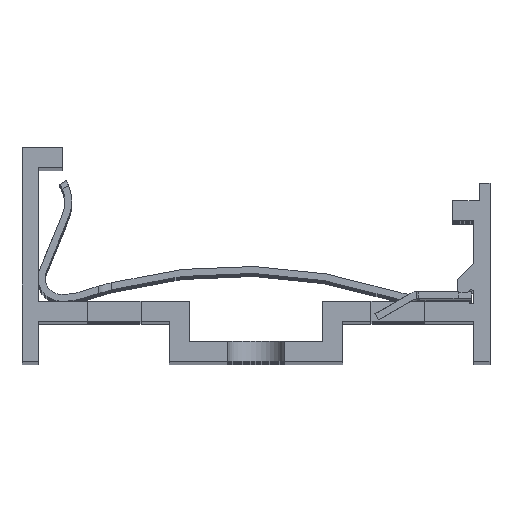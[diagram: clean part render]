
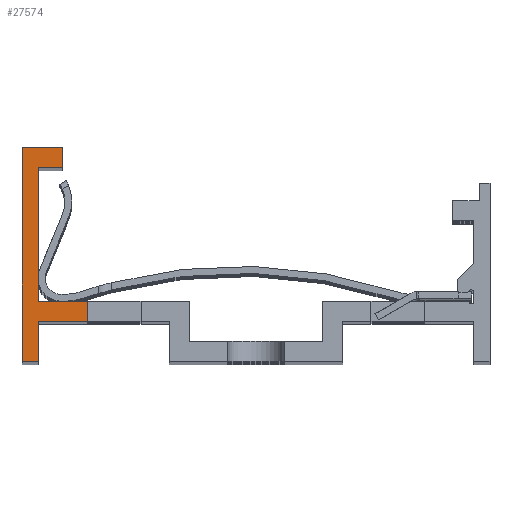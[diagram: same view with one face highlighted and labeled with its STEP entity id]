
A CAD part, top view. The second image highlights one B-rep face of the part: STEP entity #27574.
In plain terms, the highlighted planar face has unit normal (0, 0, 1).
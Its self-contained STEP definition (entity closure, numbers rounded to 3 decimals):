
#1=DIRECTION('',(0.,1.,0.));
#2=VECTOR('',#1,1.5);
#3=CARTESIAN_POINT('',(-12.6,-0.5,2016.));
#4=LINE('',#3,#2);
#5=DIRECTION('',(1.,0.,0.));
#6=VECTOR('',#5,3.7);
#7=CARTESIAN_POINT('',(-16.3,-0.5,2016.));
#8=LINE('',#7,#6);
#9=DIRECTION('',(0.,1.,0.));
#10=VECTOR('',#9,3.);
#11=CARTESIAN_POINT('',(-16.3,-3.5,2016.));
#12=LINE('',#11,#10);
#13=DIRECTION('',(1.,0.,0.));
#14=VECTOR('',#13,1.2);
#15=CARTESIAN_POINT('',(-17.5,-3.5,2016.));
#16=LINE('',#15,#14);
#17=DIRECTION('',(0.,-1.,0.));
#18=VECTOR('',#17,16.);
#19=CARTESIAN_POINT('',(-17.5,12.5,2016.));
#20=LINE('',#19,#18);
#21=DIRECTION('',(-1.,0.,0.));
#22=VECTOR('',#21,3.);
#23=CARTESIAN_POINT('',(-14.5,12.5,2016.));
#24=LINE('',#23,#22);
#25=DIRECTION('',(0.,1.,0.));
#26=VECTOR('',#25,1.5);
#27=CARTESIAN_POINT('',(-14.5,11.,2016.));
#28=LINE('',#27,#26);
#29=DIRECTION('',(1.,0.,0.));
#30=VECTOR('',#29,1.8);
#31=CARTESIAN_POINT('',(-16.3,11.,2016.));
#32=LINE('',#31,#30);
#33=DIRECTION('',(0.,1.,0.));
#34=VECTOR('',#33,10.);
#35=CARTESIAN_POINT('',(-16.3,1.,2016.));
#36=LINE('',#35,#34);
#37=DIRECTION('',(-1.,0.,0.));
#38=VECTOR('',#37,3.7);
#39=CARTESIAN_POINT('',(-12.6,1.,2016.));
#40=LINE('',#39,#38);
#23047=CARTESIAN_POINT('',(-16.3,1.,2016.));
#23048=CARTESIAN_POINT('',(-16.3,11.,2016.));
#23049=VERTEX_POINT('',#23047);
#23050=VERTEX_POINT('',#23048);
#23051=CARTESIAN_POINT('',(-14.5,11.,2016.));
#23052=VERTEX_POINT('',#23051);
#23053=CARTESIAN_POINT('',(-14.5,12.5,2016.));
#23054=VERTEX_POINT('',#23053);
#23055=CARTESIAN_POINT('',(-17.5,12.5,2016.));
#23056=VERTEX_POINT('',#23055);
#23057=CARTESIAN_POINT('',(-17.5,-3.5,2016.));
#23058=VERTEX_POINT('',#23057);
#23059=CARTESIAN_POINT('',(-16.3,-3.5,2016.));
#23060=VERTEX_POINT('',#23059);
#23061=CARTESIAN_POINT('',(-16.3,-0.5,2016.));
#23062=VERTEX_POINT('',#23061);
#23121=CARTESIAN_POINT('',(-12.6,-0.5,2016.));
#23122=CARTESIAN_POINT('',(-12.6,1.,2016.));
#23123=VERTEX_POINT('',#23121);
#23124=VERTEX_POINT('',#23122);
#27547=CARTESIAN_POINT('',(0.,0.,2016.));
#27548=DIRECTION('',(0.,0.,1.));
#27549=DIRECTION('',(1.,0.,0.));
#27550=AXIS2_PLACEMENT_3D('',#27547,#27548,#27549);
#27551=PLANE('',#27550);
#27553=ORIENTED_EDGE('',*,*,#27552,.F.);
#27555=ORIENTED_EDGE('',*,*,#27554,.F.);
#27557=ORIENTED_EDGE('',*,*,#27556,.F.);
#27559=ORIENTED_EDGE('',*,*,#27558,.F.);
#27561=ORIENTED_EDGE('',*,*,#27560,.F.);
#27563=ORIENTED_EDGE('',*,*,#27562,.F.);
#27565=ORIENTED_EDGE('',*,*,#27564,.F.);
#27567=ORIENTED_EDGE('',*,*,#27566,.F.);
#27569=ORIENTED_EDGE('',*,*,#27568,.F.);
#27571=ORIENTED_EDGE('',*,*,#27570,.F.);
#27572=EDGE_LOOP('',(#27553,#27555,#27557,#27559,#27561,#27563,#27565,#27567,
#27569,#27571));
#27573=FACE_OUTER_BOUND('',#27572,.F.);
#27574=ADVANCED_FACE('',(#27573),#27551,.T.);
#27552=EDGE_CURVE('',#23123,#23124,#4,.T.);
#27554=EDGE_CURVE('',#23062,#23123,#8,.T.);
#27556=EDGE_CURVE('',#23060,#23062,#12,.T.);
#27558=EDGE_CURVE('',#23058,#23060,#16,.T.);
#27560=EDGE_CURVE('',#23056,#23058,#20,.T.);
#27562=EDGE_CURVE('',#23054,#23056,#24,.T.);
#27564=EDGE_CURVE('',#23052,#23054,#28,.T.);
#27566=EDGE_CURVE('',#23050,#23052,#32,.T.);
#27568=EDGE_CURVE('',#23049,#23050,#36,.T.);
#27570=EDGE_CURVE('',#23124,#23049,#40,.T.);
